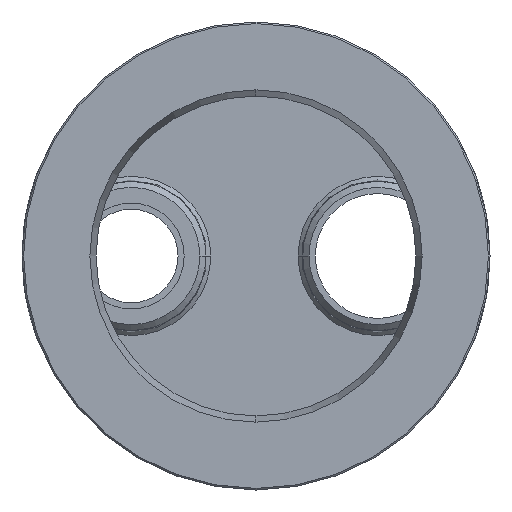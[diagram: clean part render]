
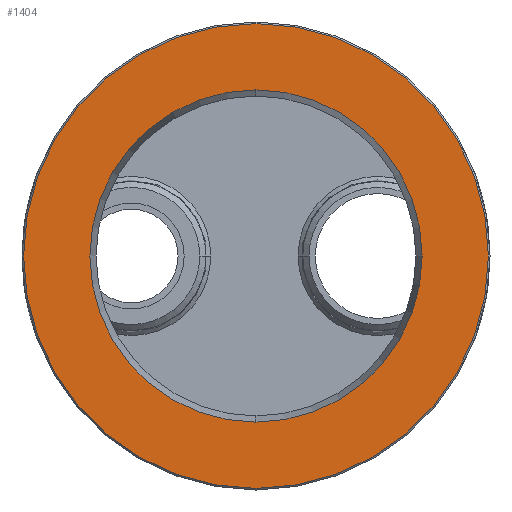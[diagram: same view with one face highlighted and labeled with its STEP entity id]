
A CAD part, left-side view. The second image highlights one B-rep face of the part: STEP entity #1404.
In plain terms, the highlighted planar face has unit normal (-1, 0, 0).
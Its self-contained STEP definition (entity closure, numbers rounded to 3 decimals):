
#31 = DIRECTION ( 'NONE',  ( 1., 0., 0. ) ) ;
#64 = EDGE_CURVE ( 'NONE', #747, #592, #1966, .T. ) ;
#85 = AXIS2_PLACEMENT_3D ( 'NONE', #1355, #298, #1538 ) ;
#109 = CARTESIAN_POINT ( 'NONE',  ( 0., 0., -14.9 ) ) ;
#298 = DIRECTION ( 'NONE',  ( -1., 0., 0. ) ) ;
#390 = CIRCLE ( 'NONE', #1440, 10.65 ) ;
#416 = DIRECTION ( 'NONE',  ( -1., 0., 0. ) ) ;
#425 = FACE_BOUND ( 'NONE', #1099, .T. ) ;
#504 = CARTESIAN_POINT ( 'NONE',  ( 0., 0., -10.65 ) ) ;
#510 = ORIENTED_EDGE ( 'NONE', *, *, #2198, .F. ) ;
#592 = VERTEX_POINT ( 'NONE', #109 ) ;
#712 = EDGE_CURVE ( 'NONE', #592, #747, #2175, .T. ) ;
#716 = AXIS2_PLACEMENT_3D ( 'NONE', #2061, #1031, #2239 ) ;
#747 = VERTEX_POINT ( 'NONE', #912 ) ;
#783 = VERTEX_POINT ( 'NONE', #2134 ) ;
#800 = AXIS2_PLACEMENT_3D ( 'NONE', #1473, #416, #1637 ) ;
#805 = ORIENTED_EDGE ( 'NONE', *, *, #64, .T. ) ;
#830 = DIRECTION ( 'NONE',  ( -1., 0., 0. ) ) ;
#912 = CARTESIAN_POINT ( 'NONE',  ( 0., 0., 14.9 ) ) ;
#1028 = ORIENTED_EDGE ( 'NONE', *, *, #712, .T. ) ;
#1031 = DIRECTION ( 'NONE',  ( -1., 0., 0. ) ) ;
#1099 = EDGE_LOOP ( 'NONE', ( #1832, #510 ) ) ;
#1247 = DIRECTION ( 'NONE',  ( 0., 0., -1. ) ) ;
#1303 = EDGE_CURVE ( 'NONE', #783, #1329, #1884, .T. ) ;
#1329 = VERTEX_POINT ( 'NONE', #504 ) ;
#1355 = CARTESIAN_POINT ( 'NONE',  ( 0., 0., 0. ) ) ;
#1366 = FACE_OUTER_BOUND ( 'NONE', #2154, .T. ) ;
#1404 = ADVANCED_FACE ( 'NONE', ( #1366, #425 ), #2103, .F. ) ;
#1440 = AXIS2_PLACEMENT_3D ( 'NONE', #1876, #830, #2048 ) ;
#1473 = CARTESIAN_POINT ( 'NONE',  ( 0., 0., 0. ) ) ;
#1538 = DIRECTION ( 'NONE',  ( 0., 0., -1. ) ) ;
#1637 = DIRECTION ( 'NONE',  ( 0., 0., -1. ) ) ;
#1832 = ORIENTED_EDGE ( 'NONE', *, *, #1303, .F. ) ;
#1876 = CARTESIAN_POINT ( 'NONE',  ( 0., 0., 0. ) ) ;
#1884 = CIRCLE ( 'NONE', #716, 10.65 ) ;
#1895 = AXIS2_PLACEMENT_3D ( 'NONE', #1942, #31, #1247 ) ;
#1942 = CARTESIAN_POINT ( 'NONE',  ( 0., 0., 0. ) ) ;
#1966 = CIRCLE ( 'NONE', #85, 14.9 ) ;
#2048 = DIRECTION ( 'NONE',  ( 0., 0., 1. ) ) ;
#2061 = CARTESIAN_POINT ( 'NONE',  ( 0., 0., 0. ) ) ;
#2103 = PLANE ( 'NONE',  #1895 ) ;
#2134 = CARTESIAN_POINT ( 'NONE',  ( 0., 0., 10.65 ) ) ;
#2154 = EDGE_LOOP ( 'NONE', ( #1028, #805 ) ) ;
#2175 = CIRCLE ( 'NONE', #800, 14.9 ) ;
#2198 = EDGE_CURVE ( 'NONE', #1329, #783, #390, .T. ) ;
#2239 = DIRECTION ( 'NONE',  ( 0., 0., 1. ) ) ;
